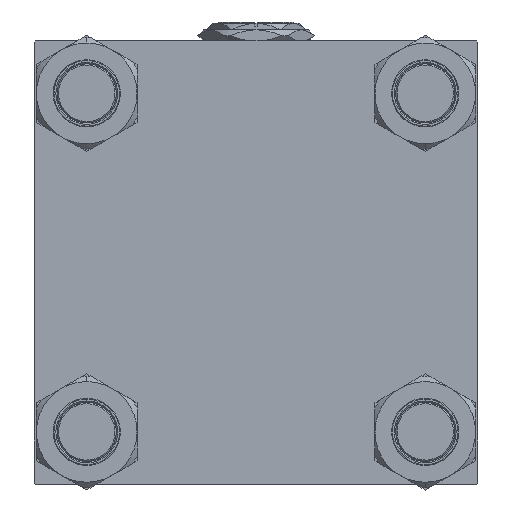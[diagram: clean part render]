
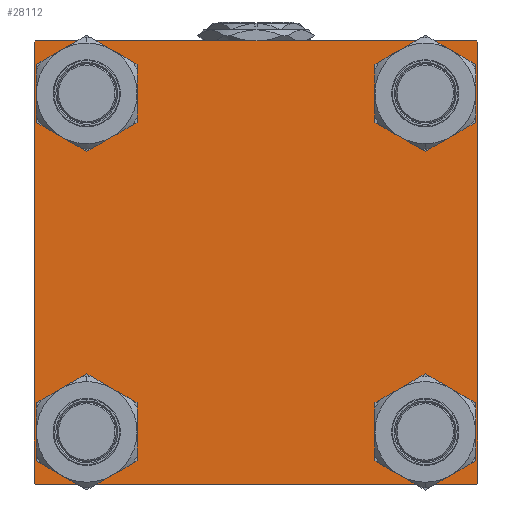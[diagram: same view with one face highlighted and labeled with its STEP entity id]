
A CAD part, left-side view. The second image highlights one B-rep face of the part: STEP entity #28112.
In plain terms, the highlighted planar face has unit normal (-1, 0, 0).
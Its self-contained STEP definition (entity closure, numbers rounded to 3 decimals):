
#72 = DIRECTION ( 'NONE',  ( 0., 0., 1. ) ) ;
#1227 = EDGE_CURVE ( 'NONE', #5508, #27760, #10983, .T. ) ;
#1770 = EDGE_LOOP ( 'NONE', ( #41293, #44242 ) ) ;
#1842 = ORIENTED_EDGE ( 'NONE', *, *, #15050, .T. ) ;
#2351 = ORIENTED_EDGE ( 'NONE', *, *, #32900, .T. ) ;
#2709 = CARTESIAN_POINT ( 'NONE',  ( 0., 82.25, 82.25 ) ) ;
#2923 = CARTESIAN_POINT ( 'NONE',  ( 0., 62.95, 74.45 ) ) ;
#3176 = CARTESIAN_POINT ( 'NONE',  ( 0., -62.95, 62.95 ) ) ;
#3560 = VECTOR ( 'NONE', #23165, 1000. ) ;
#3700 = VERTEX_POINT ( 'NONE', #30577 ) ;
#3891 = DIRECTION ( 'NONE',  ( 0., 0., -1. ) ) ;
#4015 = EDGE_CURVE ( 'NONE', #50096, #48175, #6295, .T. ) ;
#4931 = DIRECTION ( 'NONE',  ( 0., 0., 1. ) ) ;
#5053 = VECTOR ( 'NONE', #5517, 1000. ) ;
#5158 = EDGE_LOOP ( 'NONE', ( #46512, #29745 ) ) ;
#5508 = VERTEX_POINT ( 'NONE', #45500 ) ;
#5517 = DIRECTION ( 'NONE',  ( 0., 0., -1. ) ) ;
#6295 = LINE ( 'NONE', #42987, #5053 ) ;
#6749 = EDGE_CURVE ( 'NONE', #27760, #5508, #18734, .T. ) ;
#6784 = AXIS2_PLACEMENT_3D ( 'NONE', #31999, #8045, #72 ) ;
#7900 = CIRCLE ( 'NONE', #23229, 11.5 ) ;
#7945 = DIRECTION ( 'NONE',  ( -1., 0., 0. ) ) ;
#8045 = DIRECTION ( 'NONE',  ( 1., 0., 0. ) ) ;
#8148 = LINE ( 'NONE', #44308, #16627 ) ;
#8833 = VECTOR ( 'NONE', #49007, 1000. ) ;
#9458 = DIRECTION ( 'NONE',  ( 1., 0., 0. ) ) ;
#9837 = CIRCLE ( 'NONE', #14089, 11.5 ) ;
#10108 = CARTESIAN_POINT ( 'NONE',  ( 0., -82.5, -82. ) ) ;
#10983 = CIRCLE ( 'NONE', #39876, 11.5 ) ;
#11834 = AXIS2_PLACEMENT_3D ( 'NONE', #3176, #43056, #19406 ) ;
#12857 = EDGE_CURVE ( 'NONE', #32395, #20010, #7900, .T. ) ;
#12913 = EDGE_CURVE ( 'NONE', #47308, #39724, #39345, .T. ) ;
#13009 = AXIS2_PLACEMENT_3D ( 'NONE', #36456, #29026, #24504 ) ;
#13534 = VERTEX_POINT ( 'NONE', #46052 ) ;
#13643 = DIRECTION ( 'NONE',  ( 1., 0., 0. ) ) ;
#14071 = CARTESIAN_POINT ( 'NONE',  ( 0., -62.95, -74.45 ) ) ;
#14089 = AXIS2_PLACEMENT_3D ( 'NONE', #39436, #14717, #35452 ) ;
#14533 = LINE ( 'NONE', #47745, #48305 ) ;
#14717 = DIRECTION ( 'NONE',  ( 1., 0., 0. ) ) ;
#14774 = LINE ( 'NONE', #42682, #29724 ) ;
#14937 = ORIENTED_EDGE ( 'NONE', *, *, #37958, .T. ) ;
#15050 = EDGE_CURVE ( 'NONE', #48175, #3700, #32277, .T. ) ;
#15150 = DIRECTION ( 'NONE',  ( 0., 0., 1. ) ) ;
#15386 = DIRECTION ( 'NONE',  ( 0., -1., 0. ) ) ;
#15883 = CARTESIAN_POINT ( 'NONE',  ( 0., -82., 82.5 ) ) ;
#16627 = VECTOR ( 'NONE', #3891, 1000. ) ;
#18734 = CIRCLE ( 'NONE', #38224, 11.5 ) ;
#18856 = CARTESIAN_POINT ( 'NONE',  ( 0., 82., 82.5 ) ) ;
#19150 = FACE_BOUND ( 'NONE', #51830, .T. ) ;
#19406 = DIRECTION ( 'NONE',  ( 0., 0., 1. ) ) ;
#19443 = VECTOR ( 'NONE', #35164, 1000. ) ;
#19646 = LINE ( 'NONE', #35592, #40737 ) ;
#20010 = VERTEX_POINT ( 'NONE', #48885 ) ;
#20502 = EDGE_CURVE ( 'NONE', #27140, #50096, #35424, .T. ) ;
#20861 = VERTEX_POINT ( 'NONE', #36936 ) ;
#21172 = EDGE_CURVE ( 'NONE', #29657, #46103, #8148, .T. ) ;
#22637 = ORIENTED_EDGE ( 'NONE', *, *, #21172, .F. ) ;
#23165 = DIRECTION ( 'NONE',  ( 0., 0.707, 0.707 ) ) ;
#23229 = AXIS2_PLACEMENT_3D ( 'NONE', #48950, #29284, #45470 ) ;
#23576 = DIRECTION ( 'NONE',  ( 0., -0.707, 0.707 ) ) ;
#24175 = ORIENTED_EDGE ( 'NONE', *, *, #38403, .T. ) ;
#24184 = ORIENTED_EDGE ( 'NONE', *, *, #12857, .T. ) ;
#24504 = DIRECTION ( 'NONE',  ( 0., 0., 1. ) ) ;
#25171 = CARTESIAN_POINT ( 'NONE',  ( 0., -62.95, -62.95 ) ) ;
#25640 = EDGE_CURVE ( 'NONE', #20861, #30886, #9837, .T. ) ;
#27119 = FACE_BOUND ( 'NONE', #33490, .T. ) ;
#27140 = VERTEX_POINT ( 'NONE', #18856 ) ;
#27760 = VERTEX_POINT ( 'NONE', #14071 ) ;
#28112 = ADVANCED_FACE ( 'NONE', ( #43592, #27119, #19150, #52090, #35364 ), #36400, .T. ) ;
#28750 = CARTESIAN_POINT ( 'NONE',  ( 0., 62.95, -74.45 ) ) ;
#29026 = DIRECTION ( 'NONE',  ( 1., 0., 0. ) ) ;
#29284 = DIRECTION ( 'NONE',  ( 1., 0., 0. ) ) ;
#29507 = CARTESIAN_POINT ( 'NONE',  ( 0., -62.95, 74.45 ) ) ;
#29657 = VERTEX_POINT ( 'NONE', #47129 ) ;
#29724 = VECTOR ( 'NONE', #35247, 1000. ) ;
#29745 = ORIENTED_EDGE ( 'NONE', *, *, #12913, .T. ) ;
#29871 = DIRECTION ( 'NONE',  ( 0., 0., 1. ) ) ;
#30577 = CARTESIAN_POINT ( 'NONE',  ( 0., 82., -82.5 ) ) ;
#30886 = VERTEX_POINT ( 'NONE', #29507 ) ;
#31999 = CARTESIAN_POINT ( 'NONE',  ( 0., 62.95, -62.95 ) ) ;
#32277 = LINE ( 'NONE', #48749, #8833 ) ;
#32395 = VERTEX_POINT ( 'NONE', #28750 ) ;
#32741 = DIRECTION ( 'NONE',  ( 0., 0., 1. ) ) ;
#32900 = EDGE_CURVE ( 'NONE', #13534, #46103, #14533, .T. ) ;
#33490 = EDGE_LOOP ( 'NONE', ( #33519, #37925 ) ) ;
#33519 = ORIENTED_EDGE ( 'NONE', *, *, #1227, .T. ) ;
#33976 = AXIS2_PLACEMENT_3D ( 'NONE', #40698, #44941, #32741 ) ;
#34023 = EDGE_CURVE ( 'NONE', #30886, #20861, #37314, .T. ) ;
#34842 = LINE ( 'NONE', #42551, #3560 ) ;
#35164 = DIRECTION ( 'NONE',  ( 0., 0.707, -0.707 ) ) ;
#35247 = DIRECTION ( 'NONE',  ( 0., -1., 0. ) ) ;
#35364 = FACE_OUTER_BOUND ( 'NONE', #44817, .T. ) ;
#35424 = LINE ( 'NONE', #2709, #19443 ) ;
#35452 = DIRECTION ( 'NONE',  ( 0., 0., 1. ) ) ;
#35592 = CARTESIAN_POINT ( 'NONE',  ( 0., 82.5, -82.5 ) ) ;
#36001 = VERTEX_POINT ( 'NONE', #15883 ) ;
#36400 = PLANE ( 'NONE',  #50706 ) ;
#36456 = CARTESIAN_POINT ( 'NONE',  ( 0., 62.95, 62.95 ) ) ;
#36936 = CARTESIAN_POINT ( 'NONE',  ( 0., -62.95, 51.45 ) ) ;
#37314 = CIRCLE ( 'NONE', #11834, 11.5 ) ;
#37925 = ORIENTED_EDGE ( 'NONE', *, *, #6749, .T. ) ;
#37958 = EDGE_CURVE ( 'NONE', #20010, #32395, #44984, .T. ) ;
#38203 = EDGE_CURVE ( 'NONE', #39724, #47308, #51768, .T. ) ;
#38224 = AXIS2_PLACEMENT_3D ( 'NONE', #25171, #9458, #4931 ) ;
#38403 = EDGE_CURVE ( 'NONE', #3700, #13534, #19646, .T. ) ;
#38525 = ORIENTED_EDGE ( 'NONE', *, *, #48426, .F. ) ;
#39291 = CARTESIAN_POINT ( 'NONE',  ( 0., 82.5, -82. ) ) ;
#39345 = CIRCLE ( 'NONE', #13009, 11.5 ) ;
#39436 = CARTESIAN_POINT ( 'NONE',  ( 0., -62.95, 62.95 ) ) ;
#39724 = VERTEX_POINT ( 'NONE', #2923 ) ;
#39876 = AXIS2_PLACEMENT_3D ( 'NONE', #50323, #13643, #29871 ) ;
#40698 = CARTESIAN_POINT ( 'NONE',  ( 0., 62.95, 62.95 ) ) ;
#40737 = VECTOR ( 'NONE', #15386, 1000. ) ;
#41293 = ORIENTED_EDGE ( 'NONE', *, *, #34023, .T. ) ;
#42551 = CARTESIAN_POINT ( 'NONE',  ( 0., -82.25, 82.25 ) ) ;
#42682 = CARTESIAN_POINT ( 'NONE',  ( 0., 82.5, 82.5 ) ) ;
#42987 = CARTESIAN_POINT ( 'NONE',  ( 0., 82.5, 82.5 ) ) ;
#43056 = DIRECTION ( 'NONE',  ( 1., 0., 0. ) ) ;
#43592 = FACE_BOUND ( 'NONE', #1770, .T. ) ;
#43621 = EDGE_CURVE ( 'NONE', #29657, #36001, #34842, .T. ) ;
#43778 = CARTESIAN_POINT ( 'NONE',  ( 0., 62.95, 51.45 ) ) ;
#43879 = CARTESIAN_POINT ( 'NONE',  ( 0., 82.5, 82. ) ) ;
#44242 = ORIENTED_EDGE ( 'NONE', *, *, #25640, .T. ) ;
#44308 = CARTESIAN_POINT ( 'NONE',  ( 0., -82.5, 82.5 ) ) ;
#44428 = ORIENTED_EDGE ( 'NONE', *, *, #43621, .T. ) ;
#44817 = EDGE_LOOP ( 'NONE', ( #50302, #1842, #24175, #2351, #22637, #44428, #38525, #51925 ) ) ;
#44941 = DIRECTION ( 'NONE',  ( 1., 0., 0. ) ) ;
#44984 = CIRCLE ( 'NONE', #6784, 11.5 ) ;
#45470 = DIRECTION ( 'NONE',  ( 0., 0., 1. ) ) ;
#45500 = CARTESIAN_POINT ( 'NONE',  ( 0., -62.95, -51.45 ) ) ;
#46052 = CARTESIAN_POINT ( 'NONE',  ( 0., -82., -82.5 ) ) ;
#46103 = VERTEX_POINT ( 'NONE', #10108 ) ;
#46512 = ORIENTED_EDGE ( 'NONE', *, *, #38203, .T. ) ;
#47129 = CARTESIAN_POINT ( 'NONE',  ( 0., -82.5, 82. ) ) ;
#47308 = VERTEX_POINT ( 'NONE', #43778 ) ;
#47745 = CARTESIAN_POINT ( 'NONE',  ( 0., -82.25, -82.25 ) ) ;
#48175 = VERTEX_POINT ( 'NONE', #39291 ) ;
#48305 = VECTOR ( 'NONE', #23576, 1000. ) ;
#48426 = EDGE_CURVE ( 'NONE', #27140, #36001, #14774, .T. ) ;
#48749 = CARTESIAN_POINT ( 'NONE',  ( 0., 82.25, -82.25 ) ) ;
#48885 = CARTESIAN_POINT ( 'NONE',  ( 0., 62.95, -51.45 ) ) ;
#48950 = CARTESIAN_POINT ( 'NONE',  ( 0., 62.95, -62.95 ) ) ;
#49007 = DIRECTION ( 'NONE',  ( 0., -0.707, -0.707 ) ) ;
#50096 = VERTEX_POINT ( 'NONE', #43879 ) ;
#50302 = ORIENTED_EDGE ( 'NONE', *, *, #4015, .T. ) ;
#50323 = CARTESIAN_POINT ( 'NONE',  ( 0., -62.95, -62.95 ) ) ;
#50706 = AXIS2_PLACEMENT_3D ( 'NONE', #51562, #7945, #15150 ) ;
#51562 = CARTESIAN_POINT ( 'NONE',  ( 0., 0., 0. ) ) ;
#51768 = CIRCLE ( 'NONE', #33976, 11.5 ) ;
#51830 = EDGE_LOOP ( 'NONE', ( #14937, #24184 ) ) ;
#51925 = ORIENTED_EDGE ( 'NONE', *, *, #20502, .T. ) ;
#52090 = FACE_BOUND ( 'NONE', #5158, .T. ) ;
